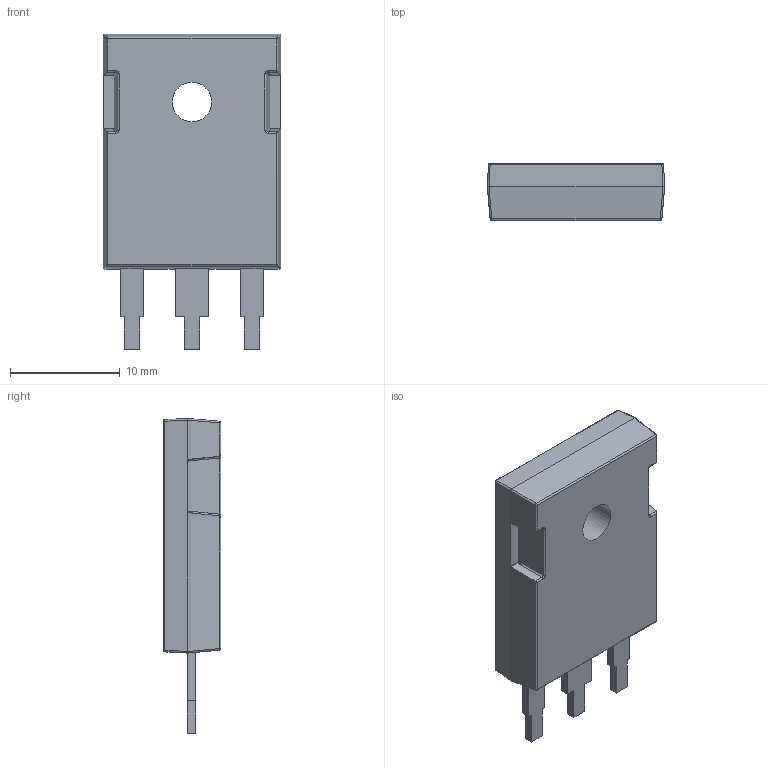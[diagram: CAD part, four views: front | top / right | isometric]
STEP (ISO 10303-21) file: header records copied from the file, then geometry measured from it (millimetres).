
FILE_DESCRIPTION(/* description */ (''),/* implementation_level */ '2;1');
FILE_NAME(/* name */ 'IXYS TO-247 IXFH.step',/* time_stamp */ '2022-08-06T04:27:45+01:00',/* author */ (''),/* organization */ (''),/* preprocessor_version */ 'ST-DEVELOPER v19',/* originating_system */ 'Autodesk Translation Framework v11.7.0.108',/* authorisation */ '');
FILE_SCHEMA (('AUTOMOTIVE_DESIGN { 1 0 10303 214 3 1 1 }'));
Length unit declared in the file: millimetre
Products named in the file (1): IXYS TO-247 IXFH
Bounding box: 16.13 x 5.22 x 28.66 mm (x, y, z)
Volume: 1705.7 mm3; surface area: 1210.6 mm2
Topology: 1 solids, 1 shells, 107 faces, 271 edges, 164 vertices
Faces by surface type: plane 65, cylinder 30, sphere 8, bspline 4
Full cylindrical faces by diameter (mm): 3.6 x1, 7.37 x1
Entity records: 3301 total; most frequent: CARTESIAN_POINT 635, DIRECTION 539, ORIENTED_EDGE 534, EDGE_CURVE 267, LINE 203, VECTOR 203, AXIS2_PLACEMENT_3D 168, VERTEX_POINT 164
